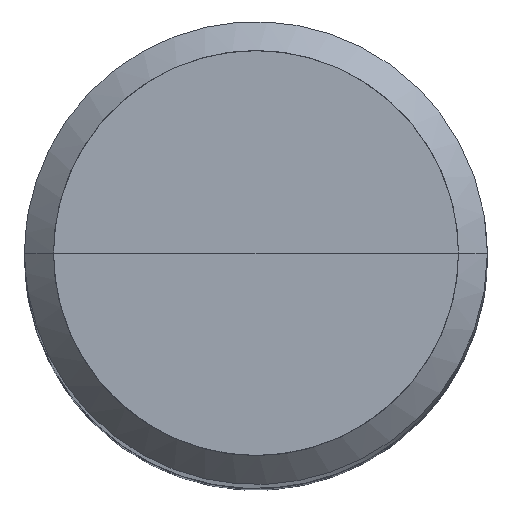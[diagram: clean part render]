
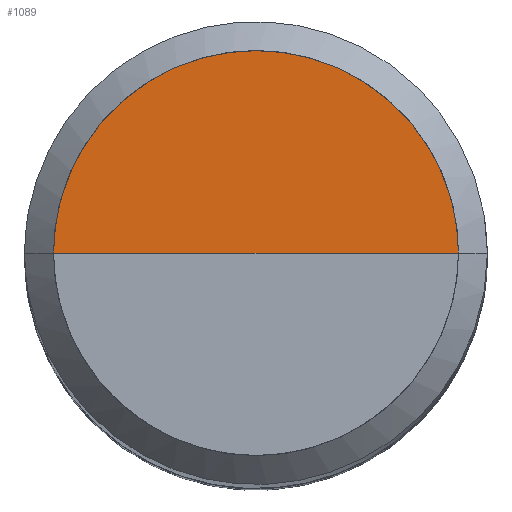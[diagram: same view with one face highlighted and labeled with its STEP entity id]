
A CAD part, top view. The second image highlights one B-rep face of the part: STEP entity #1089.
In plain terms, the highlighted free-form (B-spline) face has degree [1, 2] with [2, 5] control points.
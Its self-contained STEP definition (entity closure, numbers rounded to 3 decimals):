
#782=CARTESIAN_POINT('',(3.5,0.0,35.85));
#783=CARTESIAN_POINT('',(3.5,3.5,35.85));
#784=CARTESIAN_POINT('',(0.0,3.5,35.85));
#785=CARTESIAN_POINT('',(-3.5,3.5,35.85));
#786=CARTESIAN_POINT('',(-3.5,0.0,35.85));
#787=CARTESIAN_POINT('',(0.0,0.0,35.85));
#1074=(
BOUNDED_SURFACE()
B_SPLINE_SURFACE(1,2,(
(#782,#783,#784,#785,#786),
(#787,#787,#787,#787,#787)
), .UNSPECIFIED.,.F.,.F.,.F.)
B_SPLINE_SURFACE_WITH_KNOTS((2,2),(3,2,3),(
0.0,1.0),(
0.0,0.5,1.0), .UNSPECIFIED.)
GEOMETRIC_REPRESENTATION_ITEM()
RATIONAL_B_SPLINE_SURFACE(((1.0,0.707,1.0,0.707,1.0),
(1.0,0.707,1.0,0.707,1.0)
))
REPRESENTATION_ITEM('')
SURFACE()
);
#1075=(
BOUNDED_CURVE()
B_SPLINE_CURVE(1,(#787,#782),.UNSPECIFIED.,.F.,.F.)
B_SPLINE_CURVE_WITH_KNOTS((2,2),
(0.0,1.0),.UNSPECIFIED.)
CURVE()
GEOMETRIC_REPRESENTATION_ITEM()
RATIONAL_B_SPLINE_CURVE((1.0,1.0))
REPRESENTATION_ITEM('')
);
#1076=(
BOUNDED_CURVE()
B_SPLINE_CURVE(2,(#782,#783,#784,#785,#786),.UNSPECIFIED.,.F.,.F.)
B_SPLINE_CURVE_WITH_KNOTS((3,2,3),
(0.0,0.5,1.0),.UNSPECIFIED.)
CURVE()
GEOMETRIC_REPRESENTATION_ITEM()
RATIONAL_B_SPLINE_CURVE((1.0,0.707,1.0,0.707,1.0))
REPRESENTATION_ITEM('')
);
#1077=(
BOUNDED_CURVE()
B_SPLINE_CURVE(1,(#786,#787),.UNSPECIFIED.,.F.,.F.)
B_SPLINE_CURVE_WITH_KNOTS((2,2),
(0.0,1.0),.UNSPECIFIED.)
CURVE()
GEOMETRIC_REPRESENTATION_ITEM()
RATIONAL_B_SPLINE_CURVE((1.0,1.0))
REPRESENTATION_ITEM('')
);
#1078=VERTEX_POINT('',#782);
#1079=VERTEX_POINT('',#786);
#1080=VERTEX_POINT('',#787);
#1081=EDGE_CURVE('',#1080,#1078,#1075,.T.);
#1082=EDGE_CURVE('',#1078,#1079,#1076,.T.);
#1083=EDGE_CURVE('',#1079,#1080,#1077,.T.);
#1084=ORIENTED_EDGE('',*,*,#1081,.T.);
#1085=ORIENTED_EDGE('',*,*,#1082,.T.);
#1086=ORIENTED_EDGE('',*,*,#1083,.T.);
#1087=EDGE_LOOP('',(#1084,#1085,#1086));
#1088=FACE_OUTER_BOUND('',#1087,.T.);
#1089=ADVANCED_FACE('',(#1088),#1074,.T.);
